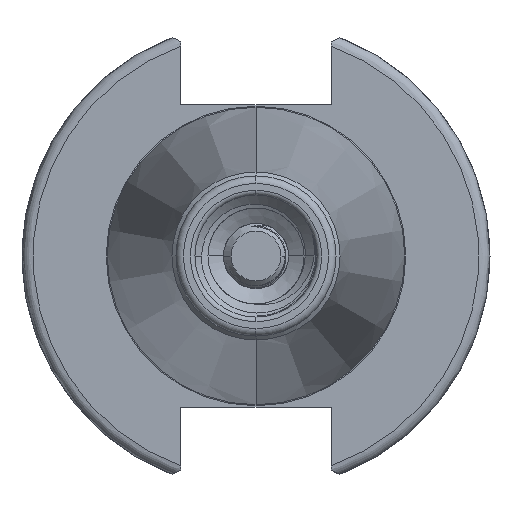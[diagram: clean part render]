
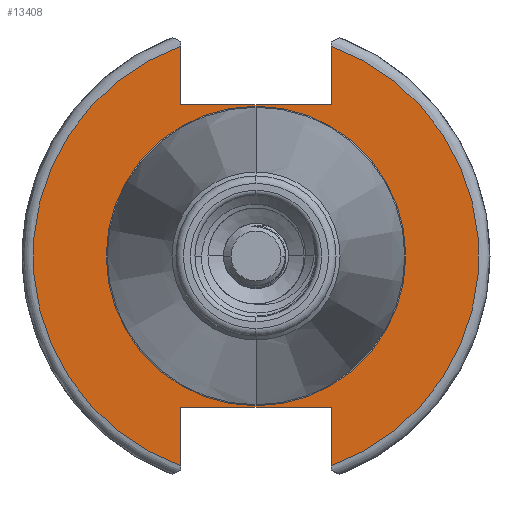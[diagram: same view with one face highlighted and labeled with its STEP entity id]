
A CAD part, left-side view. The second image highlights one B-rep face of the part: STEP entity #13408.
In plain terms, the highlighted planar face has unit normal (-1, 0, 0).
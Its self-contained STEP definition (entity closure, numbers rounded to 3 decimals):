
#89 = AXIS2_PLACEMENT_3D ( 'NONE', #7201, #7242, #7203 ) ;
#117 = AXIS2_PLACEMENT_3D ( 'NONE', #1111, #1112, #1117 ) ;
#138 = AXIS2_PLACEMENT_3D ( 'NONE', #1283, #1323, #1287 ) ;
#141 = AXIS2_PLACEMENT_3D ( 'NONE', #8756, #8741, #8757 ) ;
#221 = AXIS2_PLACEMENT_3D ( 'NONE', #11120, #11082, #11108 ) ;
#518 = EDGE_CURVE ( 'NONE', #2914, #2926, #15407, .T. ) ;
#652 = EDGE_CURVE ( 'NONE', #14309, #14291, #14380, .T. ) ;
#653 = EDGE_CURVE ( 'NONE', #14259, #14332, #14428, .T. ) ;
#660 = EDGE_CURVE ( 'NONE', #2926, #2914, #14435, .T. ) ;
#689 = EDGE_CURVE ( 'NONE', #14341, #14332, #14457, .T. ) ;
#696 = EDGE_CURVE ( 'NONE', #14299, #14341, #14448, .T. ) ;
#700 = EDGE_CURVE ( 'NONE', #14291, #14283, #14452, .T. ) ;
#717 = EDGE_CURVE ( 'NONE', #14261, #14259, #15196, .T. ) ;
#735 = EDGE_CURVE ( 'NONE', #14299, #14283, #5056, .T. ) ;
#741 = EDGE_CURVE ( 'NONE', #14261, #14309, #5054, .T. ) ;
#1046 = CARTESIAN_POINT ( 'NONE',  ( -4., 8.075, -25.1 ) ) ;
#1089 = CARTESIAN_POINT ( 'NONE',  ( -4., -8.075, 16.2 ) ) ;
#1096 = DIRECTION ( 'NONE',  ( 0., 0., 1. ) ) ;
#1111 = CARTESIAN_POINT ( 'NONE',  ( -4., 0., 0. ) ) ;
#1112 = DIRECTION ( 'NONE',  ( -1., 0., 0. ) ) ;
#1117 = DIRECTION ( 'NONE',  ( 0., 0., 1. ) ) ;
#1130 = DIRECTION ( 'NONE',  ( 0., -1., 0. ) ) ;
#1239 = CARTESIAN_POINT ( 'NONE',  ( -4., -8.075, 25.1 ) ) ;
#1243 = DIRECTION ( 'NONE',  ( 0., 0., -1. ) ) ;
#1283 = CARTESIAN_POINT ( 'NONE',  ( -4., 0., 0. ) ) ;
#1287 = DIRECTION ( 'NONE',  ( 0., 0., 1. ) ) ;
#1301 = CARTESIAN_POINT ( 'NONE',  ( -4., -8.075, -16.2 ) ) ;
#1306 = DIRECTION ( 'NONE',  ( 0., -1., 0. ) ) ;
#1323 = DIRECTION ( 'NONE',  ( -1., 0., 0. ) ) ;
#1391 = CARTESIAN_POINT ( 'NONE',  ( -4., 8.075, 25.1 ) ) ;
#1421 = DIRECTION ( 'NONE',  ( 0., 0., -1. ) ) ;
#1887 = CARTESIAN_POINT ( 'NONE',  ( -4., -8.075, -25.1 ) ) ;
#1888 = DIRECTION ( 'NONE',  ( 0., 0., 1. ) ) ;
#2190 = CARTESIAN_POINT ( 'NONE',  ( -4., 8.075, 22.495 ) ) ;
#2192 = CARTESIAN_POINT ( 'NONE',  ( -4., 8.075, 16.2 ) ) ;
#2226 = CARTESIAN_POINT ( 'NONE',  ( -4., 8.075, -22.495 ) ) ;
#2230 = CARTESIAN_POINT ( 'NONE',  ( -4., -8.075, -16.2 ) ) ;
#2244 = CARTESIAN_POINT ( 'NONE',  ( -4., 8.075, -16.2 ) ) ;
#2252 = CARTESIAN_POINT ( 'NONE',  ( -4., -8.075, -22.495 ) ) ;
#2330 = CARTESIAN_POINT ( 'NONE',  ( -4., -8.075, 16.2 ) ) ;
#2332 = CARTESIAN_POINT ( 'NONE',  ( -4., -8.075, 22.495 ) ) ;
#2914 = VERTEX_POINT ( 'NONE', #8742 ) ;
#2926 = VERTEX_POINT ( 'NONE', #8747 ) ;
#5054 = CIRCLE ( 'NONE', #141, 23.9 ) ;
#5056 = LINE ( 'NONE', #1887, #5065 ) ;
#5065 = VECTOR ( 'NONE', #1888, 1000. ) ;
#5229 = FACE_OUTER_BOUND ( 'NONE', #8888, .T. ) ;
#5238 = FACE_BOUND ( 'NONE', #8881, .T. ) ;
#7201 = CARTESIAN_POINT ( 'NONE',  ( -4., 0., 0. ) ) ;
#7203 = DIRECTION ( 'NONE',  ( 0., 0., 1. ) ) ;
#7242 = DIRECTION ( 'NONE',  ( -1., 0., 0. ) ) ;
#8741 = DIRECTION ( 'NONE',  ( -1., 0., 0. ) ) ;
#8742 = CARTESIAN_POINT ( 'NONE',  ( -4., 0., -16.062 ) ) ;
#8747 = CARTESIAN_POINT ( 'NONE',  ( -4., 0., 16.062 ) ) ;
#8756 = CARTESIAN_POINT ( 'NONE',  ( -4., 0., 0. ) ) ;
#8757 = DIRECTION ( 'NONE',  ( 0., 0., 1. ) ) ;
#8881 = EDGE_LOOP ( 'NONE', ( #10444, #10431 ) ) ;
#8888 = EDGE_LOOP ( 'NONE', ( #10416, #10436, #10449, #10450, #10461, #10454, #10438, #10432 ) ) ;
#10416 = ORIENTED_EDGE ( 'NONE', *, *, #741, .T. ) ;
#10431 = ORIENTED_EDGE ( 'NONE', *, *, #518, .F. ) ;
#10432 = ORIENTED_EDGE ( 'NONE', *, *, #717, .F. ) ;
#10436 = ORIENTED_EDGE ( 'NONE', *, *, #652, .T. ) ;
#10438 = ORIENTED_EDGE ( 'NONE', *, *, #653, .F. ) ;
#10444 = ORIENTED_EDGE ( 'NONE', *, *, #660, .F. ) ;
#10449 = ORIENTED_EDGE ( 'NONE', *, *, #700, .T. ) ;
#10450 = ORIENTED_EDGE ( 'NONE', *, *, #735, .F. ) ;
#10454 = ORIENTED_EDGE ( 'NONE', *, *, #689, .T. ) ;
#10461 = ORIENTED_EDGE ( 'NONE', *, *, #696, .T. ) ;
#11080 = PLANE ( 'NONE',  #221 ) ;
#11082 = DIRECTION ( 'NONE',  ( 1., 0., 0. ) ) ;
#11108 = DIRECTION ( 'NONE',  ( 0., 0., -1. ) ) ;
#11120 = CARTESIAN_POINT ( 'NONE',  ( -4., 16.062, 0. ) ) ;
#13408 = ADVANCED_FACE ( 'NONE', ( #5229, #5238 ), #11080, .F. ) ;
#14259 = VERTEX_POINT ( 'NONE', #2192 ) ;
#14261 = VERTEX_POINT ( 'NONE', #2190 ) ;
#14283 = VERTEX_POINT ( 'NONE', #2230 ) ;
#14291 = VERTEX_POINT ( 'NONE', #2244 ) ;
#14299 = VERTEX_POINT ( 'NONE', #2252 ) ;
#14309 = VERTEX_POINT ( 'NONE', #2226 ) ;
#14332 = VERTEX_POINT ( 'NONE', #2330 ) ;
#14341 = VERTEX_POINT ( 'NONE', #2332 ) ;
#14380 = LINE ( 'NONE', #1046, #14396 ) ;
#14396 = VECTOR ( 'NONE', #1096, 1000. ) ;
#14428 = LINE ( 'NONE', #1089, #14474 ) ;
#14435 = CIRCLE ( 'NONE', #117, 16.062 ) ;
#14448 = CIRCLE ( 'NONE', #138, 23.9 ) ;
#14452 = LINE ( 'NONE', #1301, #14462 ) ;
#14457 = LINE ( 'NONE', #1239, #14470 ) ;
#14462 = VECTOR ( 'NONE', #1306, 1000. ) ;
#14470 = VECTOR ( 'NONE', #1243, 1000. ) ;
#14474 = VECTOR ( 'NONE', #1130, 1000. ) ;
#15196 = LINE ( 'NONE', #1391, #15203 ) ;
#15203 = VECTOR ( 'NONE', #1421, 1000. ) ;
#15407 = CIRCLE ( 'NONE', #89, 16.062 ) ;
